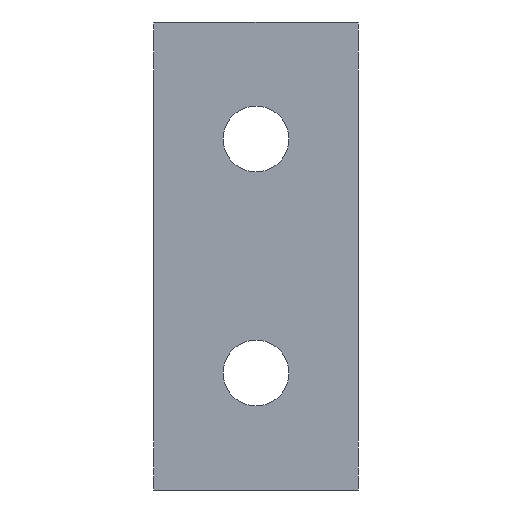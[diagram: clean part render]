
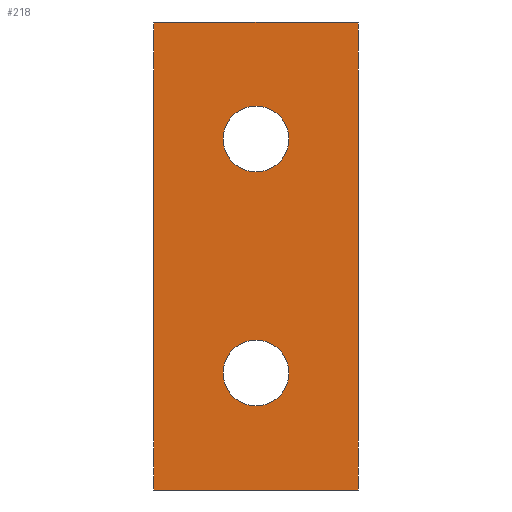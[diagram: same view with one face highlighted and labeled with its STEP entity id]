
A CAD part, front view. The second image highlights one B-rep face of the part: STEP entity #218.
In plain terms, the highlighted planar face has unit normal (0, -1, 0).
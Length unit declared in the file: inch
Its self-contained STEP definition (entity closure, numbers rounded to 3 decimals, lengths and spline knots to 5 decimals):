
#20=PLANE('',#245);
#26=LINE('',#336,#41);
#28=LINE('',#346,#43);
#29=LINE('',#348,#44);
#30=LINE('',#350,#45);
#41=VECTOR('',#272,39.37008);
#43=VECTOR('',#282,39.37008);
#44=VECTOR('',#283,39.37008);
#45=VECTOR('',#284,39.37008);
#60=ORIENTED_EDGE('',*,*,#114,.T.);
#61=ORIENTED_EDGE('',*,*,#115,.T.);
#62=ORIENTED_EDGE('',*,*,#116,.T.);
#63=ORIENTED_EDGE('',*,*,#117,.F.);
#64=ORIENTED_EDGE('',*,*,#118,.F.);
#65=ORIENTED_EDGE('',*,*,#111,.T.);
#111=EDGE_CURVE('',#139,#138,#26,.T.);
#114=EDGE_CURVE('',#141,#141,#159,.T.);
#115=EDGE_CURVE('',#142,#142,#160,.T.);
#116=EDGE_CURVE('',#138,#143,#28,.T.);
#117=EDGE_CURVE('',#144,#143,#29,.T.);
#118=EDGE_CURVE('',#139,#144,#30,.T.);
#138=VERTEX_POINT('',#335);
#139=VERTEX_POINT('',#337);
#141=VERTEX_POINT('',#343);
#142=VERTEX_POINT('',#345);
#143=VERTEX_POINT('',#347);
#144=VERTEX_POINT('',#349);
#159=CIRCLE('',#246,0.1405);
#160=CIRCLE('',#247,0.1405);
#170=EDGE_LOOP('',(#60));
#171=EDGE_LOOP('',(#61));
#172=EDGE_LOOP('',(#62,#63,#64,#65));
#191=FACE_BOUND('',#170,.T.);
#192=FACE_BOUND('',#171,.T.);
#193=FACE_BOUND('',#172,.T.);
#218=ADVANCED_FACE('',(#191,#192,#193),#20,.F.);
#245=AXIS2_PLACEMENT_3D('',#341,#276,#277);
#246=AXIS2_PLACEMENT_3D('',#342,#278,#279);
#247=AXIS2_PLACEMENT_3D('',#344,#280,#281);
#272=DIRECTION('',(-1.,0.,0.));
#276=DIRECTION('',(0.,1.,0.));
#277=DIRECTION('',(0.,0.,1.));
#278=DIRECTION('',(0.,1.,0.));
#279=DIRECTION('',(1.,0.,0.));
#280=DIRECTION('',(0.,1.,0.));
#281=DIRECTION('',(1.,0.,0.));
#282=DIRECTION('',(0.,0.,-1.));
#283=DIRECTION('',(-1.,0.,0.));
#284=DIRECTION('',(0.,0.,-1.));
#335=CARTESIAN_POINT('',(-0.4375,0.,2.));
#336=CARTESIAN_POINT('',(0.4375,0.,2.));
#337=CARTESIAN_POINT('',(0.4375,0.,2.));
#341=CARTESIAN_POINT('',(0.4375,0.,2.));
#342=CARTESIAN_POINT('',(0.,0.,1.5));
#343=CARTESIAN_POINT('',(0.1405,0.,1.5));
#344=CARTESIAN_POINT('',(0.,0.,0.5));
#345=CARTESIAN_POINT('',(0.1405,0.,0.5));
#346=CARTESIAN_POINT('',(-0.4375,0.,2.));
#347=CARTESIAN_POINT('',(-0.4375,0.,0.));
#348=CARTESIAN_POINT('',(0.4375,0.,0.));
#349=CARTESIAN_POINT('',(0.4375,0.,0.));
#350=CARTESIAN_POINT('',(0.4375,0.,2.));
